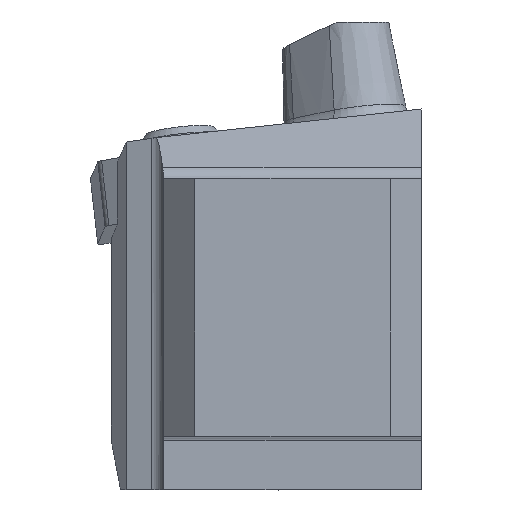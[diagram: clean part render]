
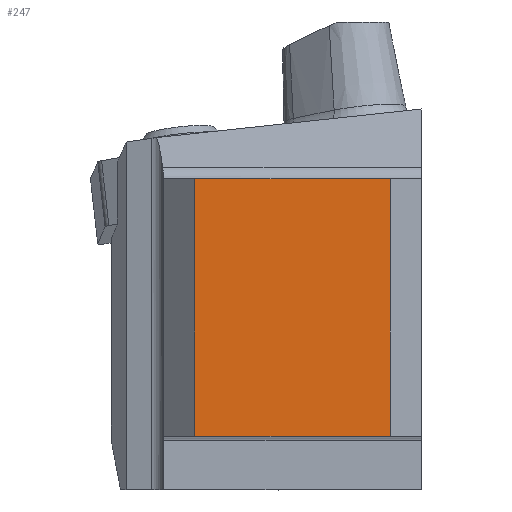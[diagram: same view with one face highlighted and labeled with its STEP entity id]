
A CAD part, top view. The second image highlights one B-rep face of the part: STEP entity #247.
In plain terms, the highlighted planar face has unit normal (0, 0, 1).
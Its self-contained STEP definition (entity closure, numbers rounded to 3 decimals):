
#247=ADVANCED_FACE('CU_BACK_SU1',(#365),#316,.F.);
#316=PLANE('',#1520);
#365=FACE_OUTER_BOUND('',#431,.T.);
#431=EDGE_LOOP('',(#557,#558,#559,#560));
#557=ORIENTED_EDGE('',*,*,#1066,.F.);
#558=ORIENTED_EDGE('',*,*,#1067,.T.);
#559=ORIENTED_EDGE('',*,*,#1068,.T.);
#560=ORIENTED_EDGE('',*,*,#1069,.F.);
#927=VERTEX_POINT('',#2282);
#928=VERTEX_POINT('',#2283);
#929=VERTEX_POINT('',#2285);
#930=VERTEX_POINT('',#2287);
#1066=EDGE_CURVE('',#927,#928,#1240,.T.);
#1067=EDGE_CURVE('',#927,#929,#1241,.T.);
#1068=EDGE_CURVE('',#929,#930,#1242,.T.);
#1069=EDGE_CURVE('',#928,#930,#1243,.T.);
#1240=LINE('',#2281,#1350);
#1241=LINE('',#2284,#1351);
#1242=LINE('',#2286,#1352);
#1243=LINE('',#2288,#1353);
#1350=VECTOR('',#1709,1.);
#1351=VECTOR('',#1710,1.);
#1352=VECTOR('',#1711,1.);
#1353=VECTOR('',#1712,1.);
#1520=AXIS2_PLACEMENT_3D('',#2289,#1713,#1714);
#1709=DIRECTION('',(0.,1.,0.));
#1710=DIRECTION('',(1.,0.,0.));
#1711=DIRECTION('',(0.,1.,0.));
#1712=DIRECTION('',(1.,0.,0.));
#1713=DIRECTION('',(0.,0.,-1.));
#1714=DIRECTION('',(-1.,0.,0.));
#2281=CARTESIAN_POINT('',(-21.925,0.,0.));
#2282=CARTESIAN_POINT('',(-21.925,0.,0.));
#2283=CARTESIAN_POINT('',(-21.925,24.925,0.));
#2284=CARTESIAN_POINT('',(-110.,0.,0.));
#2285=CARTESIAN_POINT('',(-3.,0.,0.));
#2286=CARTESIAN_POINT('',(-3.,0.,0.));
#2287=CARTESIAN_POINT('',(-3.,24.925,0.));
#2288=CARTESIAN_POINT('',(-110.,24.925,0.));
#2289=CARTESIAN_POINT('',(28.746,49.925,0.));
